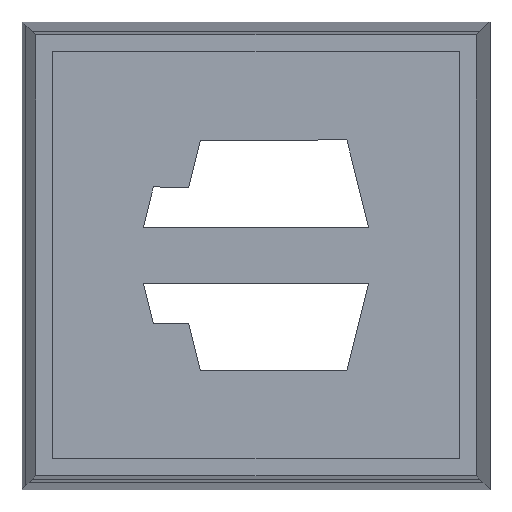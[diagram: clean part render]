
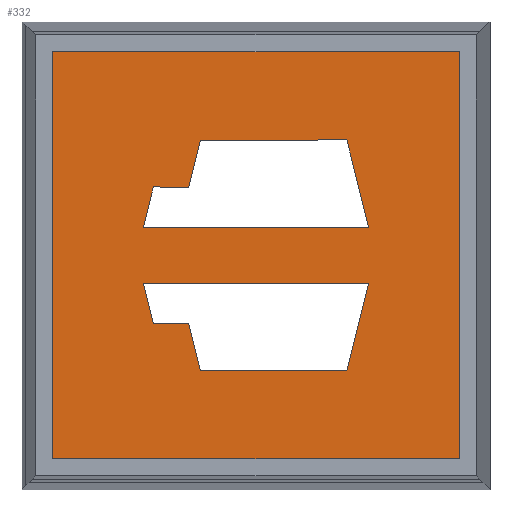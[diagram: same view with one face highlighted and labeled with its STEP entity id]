
A CAD part, top view. The second image highlights one B-rep face of the part: STEP entity #332.
In plain terms, the highlighted planar face has unit normal (0, 0, 1).
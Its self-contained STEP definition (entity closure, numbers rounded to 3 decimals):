
#224=B_SPLINE_CURVE_WITH_KNOTS('',3,(#2179,#2180,#2181,#2182),
 .UNSPECIFIED.,.F.,.F.,(4,4),(0.,1.),.UNSPECIFIED.);
#332=ADVANCED_FACE('',(#495,#496,#497),#423,.T.);
#423=PLANE('',#1745);
#495=FACE_BOUND('',#515,.T.);
#496=FACE_BOUND('',#516,.T.);
#497=FACE_BOUND('',#517,.T.);
#515=EDGE_LOOP('',(#636,#637,#638,#639,#640,#641));
#516=EDGE_LOOP('',(#642,#643,#644,#645));
#517=EDGE_LOOP('',(#646,#647,#648,#649,#650,#651));
#636=ORIENTED_EDGE('',*,*,#1270,.F.);
#637=ORIENTED_EDGE('',*,*,#1271,.F.);
#638=ORIENTED_EDGE('',*,*,#1272,.F.);
#639=ORIENTED_EDGE('',*,*,#1273,.F.);
#640=ORIENTED_EDGE('',*,*,#1274,.F.);
#641=ORIENTED_EDGE('',*,*,#1275,.F.);
#642=ORIENTED_EDGE('',*,*,#1276,.F.);
#643=ORIENTED_EDGE('',*,*,#1277,.F.);
#644=ORIENTED_EDGE('',*,*,#1278,.T.);
#645=ORIENTED_EDGE('',*,*,#1279,.T.);
#646=ORIENTED_EDGE('',*,*,#1280,.F.);
#647=ORIENTED_EDGE('',*,*,#1281,.T.);
#648=ORIENTED_EDGE('',*,*,#1282,.T.);
#649=ORIENTED_EDGE('',*,*,#1283,.T.);
#650=ORIENTED_EDGE('',*,*,#1284,.T.);
#651=ORIENTED_EDGE('',*,*,#1285,.T.);
#1112=VERTEX_POINT('',#2160);
#1113=VERTEX_POINT('',#2161);
#1114=VERTEX_POINT('',#2163);
#1115=VERTEX_POINT('',#2165);
#1116=VERTEX_POINT('',#2167);
#1117=VERTEX_POINT('',#2169);
#1118=VERTEX_POINT('',#2172);
#1119=VERTEX_POINT('',#2173);
#1120=VERTEX_POINT('',#2175);
#1121=VERTEX_POINT('',#2177);
#1122=VERTEX_POINT('',#2183);
#1123=VERTEX_POINT('',#2184);
#1124=VERTEX_POINT('',#2186);
#1125=VERTEX_POINT('',#2188);
#1126=VERTEX_POINT('',#2190);
#1127=VERTEX_POINT('',#2192);
#1270=EDGE_CURVE('',#1112,#1113,#1504,.T.);
#1271=EDGE_CURVE('',#1114,#1112,#1505,.T.);
#1272=EDGE_CURVE('',#1115,#1114,#1506,.T.);
#1273=EDGE_CURVE('',#1116,#1115,#1507,.T.);
#1274=EDGE_CURVE('',#1117,#1116,#1508,.T.);
#1275=EDGE_CURVE('',#1113,#1117,#1509,.T.);
#1276=EDGE_CURVE('',#1118,#1119,#1510,.T.);
#1277=EDGE_CURVE('',#1120,#1118,#1511,.T.);
#1278=EDGE_CURVE('',#1120,#1121,#1512,.T.);
#1279=EDGE_CURVE('',#1121,#1119,#1513,.T.);
#1280=EDGE_CURVE('',#1122,#1123,#224,.T.);
#1281=EDGE_CURVE('',#1122,#1124,#1514,.T.);
#1282=EDGE_CURVE('',#1124,#1125,#1515,.T.);
#1283=EDGE_CURVE('',#1125,#1126,#1516,.T.);
#1284=EDGE_CURVE('',#1126,#1127,#1517,.T.);
#1285=EDGE_CURVE('',#1127,#1123,#1518,.T.);
#1504=LINE('',#2159,#1626);
#1505=LINE('',#2162,#1627);
#1506=LINE('',#2164,#1628);
#1507=LINE('',#2166,#1629);
#1508=LINE('',#2168,#1630);
#1509=LINE('',#2170,#1631);
#1510=LINE('',#2171,#1632);
#1511=LINE('',#2174,#1633);
#1512=LINE('',#2176,#1634);
#1513=LINE('',#2178,#1635);
#1514=LINE('',#2185,#1636);
#1515=LINE('',#2187,#1637);
#1516=LINE('',#2189,#1638);
#1517=LINE('',#2191,#1639);
#1518=LINE('',#2193,#1640);
#1626=VECTOR('',#1850,1.);
#1627=VECTOR('',#1851,1.);
#1628=VECTOR('',#1852,1.);
#1629=VECTOR('',#1853,1.);
#1630=VECTOR('',#1854,1.);
#1631=VECTOR('',#1855,1.);
#1632=VECTOR('',#1856,1.);
#1633=VECTOR('',#1857,1.);
#1634=VECTOR('',#1858,1.);
#1635=VECTOR('',#1859,1.);
#1636=VECTOR('',#1860,1.);
#1637=VECTOR('',#1861,1.);
#1638=VECTOR('',#1862,1.);
#1639=VECTOR('',#1863,1.);
#1640=VECTOR('',#1864,1.);
#1745=AXIS2_PLACEMENT_3D('',#2194,#1865,#1866);
#1850=DIRECTION('',(-1.,0.,0.));
#1851=DIRECTION('',(0.242,0.97,0.));
#1852=DIRECTION('',(1.,0.,0.));
#1853=DIRECTION('',(0.242,-0.97,0.));
#1854=DIRECTION('',(1.,0.,0.));
#1855=DIRECTION('',(0.242,-0.97,0.));
#1856=DIRECTION('',(-1.,0.,0.));
#1857=DIRECTION('',(0.,-1.,0.));
#1858=DIRECTION('',(-1.,0.,0.));
#1859=DIRECTION('',(0.,-1.,0.));
#1860=DIRECTION('',(1.,0.,0.));
#1861=DIRECTION('',(0.242,-0.97,0.));
#1862=DIRECTION('',(-1.,0.,0.));
#1863=DIRECTION('',(0.242,0.97,0.));
#1864=DIRECTION('',(1.,0.,0.));
#1865=DIRECTION('',(0.,0.,1.));
#1866=DIRECTION('',(-1.,0.,0.));
#2159=CARTESIAN_POINT('',(8.75,-1.195,17.5));
#2160=CARTESIAN_POINT('',(4.789,-1.195,17.5));
#2161=CARTESIAN_POINT('',(-4.789,-1.195,17.5));
#2162=CARTESIAN_POINT('',(7.883,11.216,17.5));
#2163=CARTESIAN_POINT('',(3.863,-4.906,17.5));
#2164=CARTESIAN_POINT('',(8.75,-4.906,17.5));
#2165=CARTESIAN_POINT('',(-2.369,-4.906,17.5));
#2166=CARTESIAN_POINT('',(-5.452,7.459,17.5));
#2167=CARTESIAN_POINT('',(-2.868,-2.906,17.5));
#2168=CARTESIAN_POINT('',(8.75,-2.906,17.5));
#2169=CARTESIAN_POINT('',(-4.362,-2.906,17.5));
#2170=CARTESIAN_POINT('',(-6.859,7.108,17.5));
#2171=CARTESIAN_POINT('',(11.,-8.65,17.5));
#2172=CARTESIAN_POINT('',(8.65,-8.65,17.5));
#2173=CARTESIAN_POINT('',(-8.65,-8.65,17.5));
#2174=CARTESIAN_POINT('',(8.65,11.,17.5));
#2175=CARTESIAN_POINT('',(8.65,8.65,17.5));
#2176=CARTESIAN_POINT('',(11.,8.65,17.5));
#2177=CARTESIAN_POINT('',(-8.65,8.65,17.5));
#2178=CARTESIAN_POINT('',(-8.65,11.,17.5));
#2179=CARTESIAN_POINT('',(-2.358,4.893,17.5));
#2180=CARTESIAN_POINT('',(-2.525,4.226,17.5));
#2181=CARTESIAN_POINT('',(-2.691,3.559,17.5));
#2182=CARTESIAN_POINT('',(-2.857,2.893,17.5));
#2183=CARTESIAN_POINT('',(-2.364,4.9,17.501));
#2184=CARTESIAN_POINT('',(-2.862,2.9,17.5));
#2185=CARTESIAN_POINT('',(8.75,4.906,17.5));
#2186=CARTESIAN_POINT('',(3.863,4.906,17.5));
#2187=CARTESIAN_POINT('',(2.719,9.496,17.5));
#2188=CARTESIAN_POINT('',(4.789,1.195,17.5));
#2189=CARTESIAN_POINT('',(8.75,1.195,17.5));
#2190=CARTESIAN_POINT('',(-4.789,1.195,17.5));
#2191=CARTESIAN_POINT('',(-1.695,13.604,17.5));
#2192=CARTESIAN_POINT('',(-4.362,2.906,17.5));
#2193=CARTESIAN_POINT('',(8.75,2.906,17.5));
#2194=CARTESIAN_POINT('',(8.75,11.,17.5));
